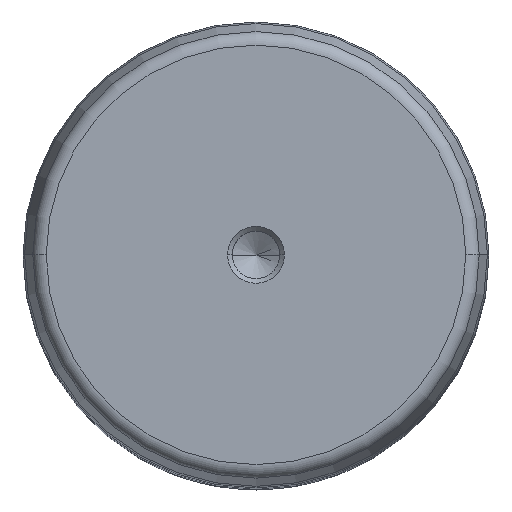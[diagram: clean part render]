
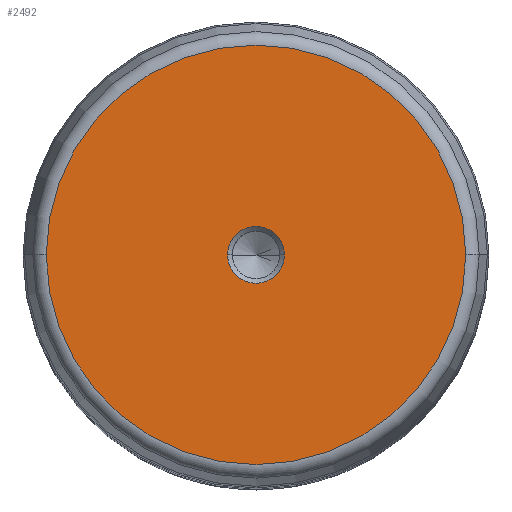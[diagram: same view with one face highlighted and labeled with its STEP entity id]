
A CAD part, top view. The second image highlights one B-rep face of the part: STEP entity #2492.
In plain terms, the highlighted planar face has unit normal (0, 0, 1).
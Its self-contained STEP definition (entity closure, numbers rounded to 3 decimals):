
#292 = AXIS2_PLACEMENT_3D ( 'NONE', #2026, #2008, #378 ) ;
#332 = CIRCLE ( 'NONE', #722, 45.019 ) ;
#363 = CARTESIAN_POINT ( 'NONE',  ( 0., 0., 280. ) ) ;
#378 = DIRECTION ( 'NONE',  ( 1., 0., 0. ) ) ;
#438 = EDGE_CURVE ( 'NONE', #1695, #1966, #332, .T. ) ;
#500 = CIRCLE ( 'NONE', #292, 6.1 ) ;
#535 = AXIS2_PLACEMENT_3D ( 'NONE', #779, #3530, #3494 ) ;
#540 = EDGE_CURVE ( 'NONE', #1107, #2570, #500, .T. ) ;
#722 = AXIS2_PLACEMENT_3D ( 'NONE', #3328, #1121, #1109 ) ;
#732 = CARTESIAN_POINT ( 'NONE',  ( 6.1, 0., 280. ) ) ;
#779 = CARTESIAN_POINT ( 'NONE',  ( 0., 0., 280. ) ) ;
#1014 = CARTESIAN_POINT ( 'NONE',  ( -6.1, 0., 280. ) ) ;
#1020 = FACE_OUTER_BOUND ( 'NONE', #3254, .T. ) ;
#1107 = VERTEX_POINT ( 'NONE', #1014 ) ;
#1109 = DIRECTION ( 'NONE',  ( 1., 0., 0. ) ) ;
#1113 = CIRCLE ( 'NONE', #3547, 6.1 ) ;
#1121 = DIRECTION ( 'NONE',  ( 0., 0., 1. ) ) ;
#1229 = CARTESIAN_POINT ( 'NONE',  ( 45.019, 0., 280. ) ) ;
#1447 = ORIENTED_EDGE ( 'NONE', *, *, #438, .T. ) ;
#1573 = ORIENTED_EDGE ( 'NONE', *, *, #1945, .T. ) ;
#1590 = FACE_BOUND ( 'NONE', #1619, .T. ) ;
#1619 = EDGE_LOOP ( 'NONE', ( #2325, #2440 ) ) ;
#1695 = VERTEX_POINT ( 'NONE', #2062 ) ;
#1945 = EDGE_CURVE ( 'NONE', #1966, #1695, #3304, .T. ) ;
#1966 = VERTEX_POINT ( 'NONE', #1229 ) ;
#2008 = DIRECTION ( 'NONE',  ( 0., 0., -1. ) ) ;
#2026 = CARTESIAN_POINT ( 'NONE',  ( 0., 0., 280. ) ) ;
#2062 = CARTESIAN_POINT ( 'NONE',  ( -45.019, 0., 280. ) ) ;
#2325 = ORIENTED_EDGE ( 'NONE', *, *, #2377, .T. ) ;
#2377 = EDGE_CURVE ( 'NONE', #2570, #1107, #1113, .T. ) ;
#2430 = AXIS2_PLACEMENT_3D ( 'NONE', #2604, #3423, #2891 ) ;
#2440 = ORIENTED_EDGE ( 'NONE', *, *, #540, .T. ) ;
#2492 = ADVANCED_FACE ( 'NONE', ( #1020, #1590 ), #3225, .T. ) ;
#2570 = VERTEX_POINT ( 'NONE', #732 ) ;
#2584 = DIRECTION ( 'NONE',  ( 1., 0., 0. ) ) ;
#2604 = CARTESIAN_POINT ( 'NONE',  ( 0., 0., 280. ) ) ;
#2891 = DIRECTION ( 'NONE',  ( 1., 0., 0. ) ) ;
#3225 = PLANE ( 'NONE',  #535 ) ;
#3254 = EDGE_LOOP ( 'NONE', ( #1573, #1447 ) ) ;
#3304 = CIRCLE ( 'NONE', #2430, 45.019 ) ;
#3328 = CARTESIAN_POINT ( 'NONE',  ( 0., 0., 280. ) ) ;
#3391 = DIRECTION ( 'NONE',  ( 0., 0., -1. ) ) ;
#3423 = DIRECTION ( 'NONE',  ( 0., 0., 1. ) ) ;
#3494 = DIRECTION ( 'NONE',  ( 1., 0., 0. ) ) ;
#3530 = DIRECTION ( 'NONE',  ( 0., 0., 1. ) ) ;
#3547 = AXIS2_PLACEMENT_3D ( 'NONE', #363, #3391, #2584 ) ;
